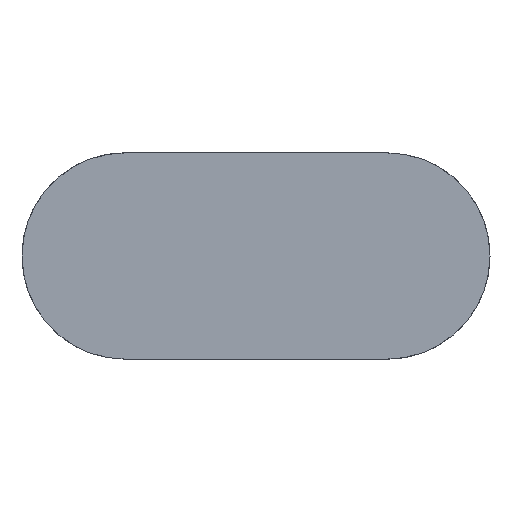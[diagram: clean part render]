
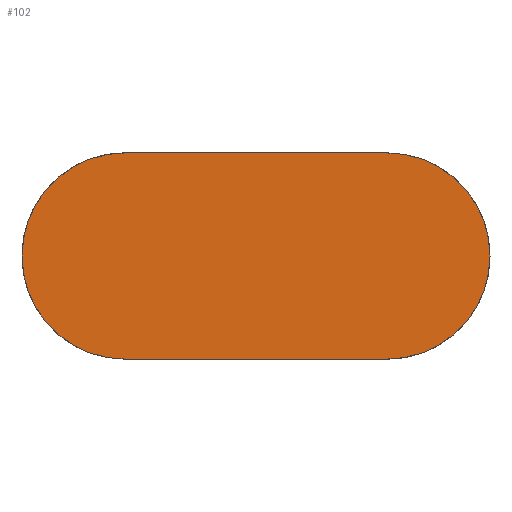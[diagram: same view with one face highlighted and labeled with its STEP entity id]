
A CAD part, front view. The second image highlights one B-rep face of the part: STEP entity #102.
In plain terms, the highlighted planar face has unit normal (0, -1, 0).
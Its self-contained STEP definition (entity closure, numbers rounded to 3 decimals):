
#2=DIRECTION('',(1.,0.,0.));
#3=VECTOR('',#2,14.2);
#4=CARTESIAN_POINT('',(-7.1,0.,5.6));
#5=LINE('',#4,#3);
#6=CARTESIAN_POINT('',(7.1,0.,0.));
#7=DIRECTION('',(0.,1.,0.));
#8=DIRECTION('',(0.,0.,1.));
#9=AXIS2_PLACEMENT_3D('',#6,#7,#8);
#11=DIRECTION('',(-1.,0.,0.));
#12=VECTOR('',#11,14.2);
#13=CARTESIAN_POINT('',(7.1,0.,-5.6));
#14=LINE('',#13,#12);
#15=CARTESIAN_POINT('',(-7.1,0.,0.));
#16=DIRECTION('',(0.,1.,0.));
#17=DIRECTION('',(0.,0.,-1.));
#18=AXIS2_PLACEMENT_3D('',#15,#16,#17);
#72=CARTESIAN_POINT('',(-7.1,0.,5.6));
#73=CARTESIAN_POINT('',(7.1,0.,5.6));
#74=VERTEX_POINT('',#72);
#75=VERTEX_POINT('',#73);
#76=CARTESIAN_POINT('',(7.1,0.,-5.6));
#77=VERTEX_POINT('',#76);
#78=CARTESIAN_POINT('',(-7.1,0.,-5.6));
#79=VERTEX_POINT('',#78);
#87=CARTESIAN_POINT('',(0.,0.,0.));
#88=DIRECTION('',(0.,1.,0.));
#89=DIRECTION('',(1.,0.,0.));
#90=AXIS2_PLACEMENT_3D('',#87,#88,#89);
#91=PLANE('',#90);
#93=ORIENTED_EDGE('',*,*,#92,.T.);
#95=ORIENTED_EDGE('',*,*,#94,.T.);
#97=ORIENTED_EDGE('',*,*,#96,.T.);
#99=ORIENTED_EDGE('',*,*,#98,.T.);
#100=EDGE_LOOP('',(#93,#95,#97,#99));
#101=FACE_OUTER_BOUND('',#100,.F.);
#102=ADVANCED_FACE('',(#101),#91,.F.);
#10=CIRCLE('',#9,5.6);
#19=CIRCLE('',#18,5.6);
#92=EDGE_CURVE('',#74,#75,#5,.T.);
#94=EDGE_CURVE('',#75,#77,#10,.T.);
#96=EDGE_CURVE('',#77,#79,#14,.T.);
#98=EDGE_CURVE('',#79,#74,#19,.T.);
